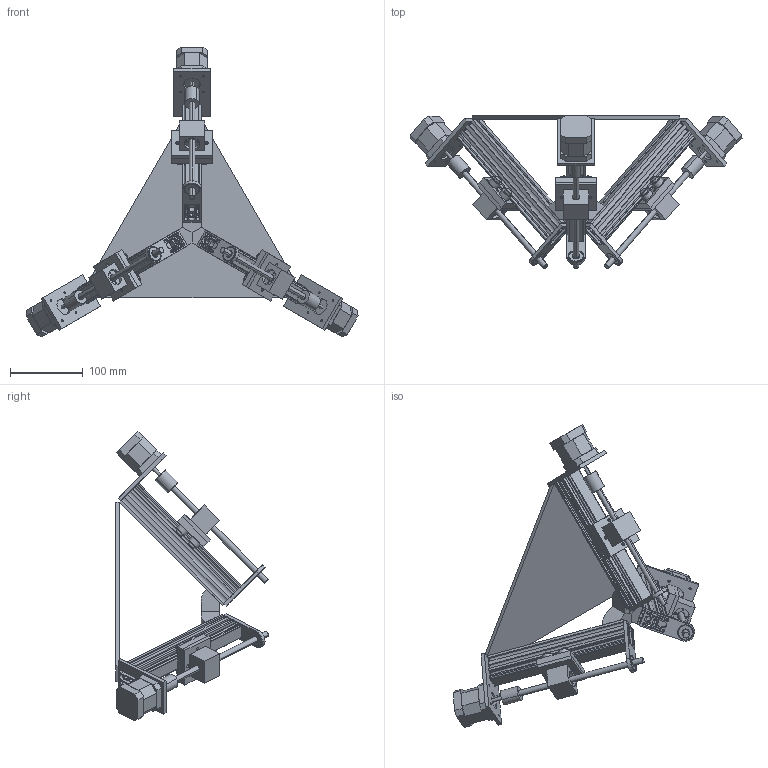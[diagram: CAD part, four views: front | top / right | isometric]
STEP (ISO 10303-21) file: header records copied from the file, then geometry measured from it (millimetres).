
FILE_DESCRIPTION (( 'STEP AP203' ), '1' );
FILE_NAME ('CELA DELTA.STEP', '2023-02-15T03:13:04', ( '' ), ( '' ), 'SwSTEP 2.0', 'SolidWorks 2018', '' );
FILE_SCHEMA (( 'CONFIG_CONTROL_DESIGN' ));
Length unit declared in the file: millimetre
Products named in the file (21): lagernakolicima; Klizac Sklopljen; Profil 25x25; nosac sa lezajem manji; sinavaljak; klizacposini; Baza trouglasta sa logoom; osovinasteppera; CELA DELTA; steppergornjideo; lezaj neki; donja spojnica profila; steppernema17; klizacspojsakucistem; stepperdonjideo; nosac motora; navojnovretenojednostavno; kucistematica; sina; steppersrednjideo; spojnicamotorvreteno
Assembly tree (26 placements, depth 4):
  CELA DELTA
    Klizac Sklopljen  x3
      Profil 25x25
      sina
      sinavaljak
      klizacposini
      lagernakolicima
      klizacspojsakucistem
      kucistematica
      nosac motora
      steppernema17
        stepperdonjideo
        steppersrednjideo
        steppergornjideo
        osovinasteppera
      spojnicamotorvreteno
      navojnovretenojednostavno
      lezaj neki
      nosac sa lezajem manji
    donja spojnica profila
    Baza trouglasta sa logoom
Bounding box: 456.57 x 210.1 x 398.63 mm (x, y, z)
Volume: 1120140.3 mm3; surface area: 490089.6 mm2
Topology: 64 solids, 64 shells, 1117 faces, 2721 edges, 1802 vertices
Faces by surface type: plane 598, cylinder 477, cone 24, bspline 18
Entity records: 14192 total; most frequent: CARTESIAN_POINT 2101, DIRECTION 2069, ORIENTED_EDGE 1934, EDGE_CURVE 967, AXIS2_PLACEMENT_3D 702, VECTOR 665, LINE 665, VERTEX_POINT 638
